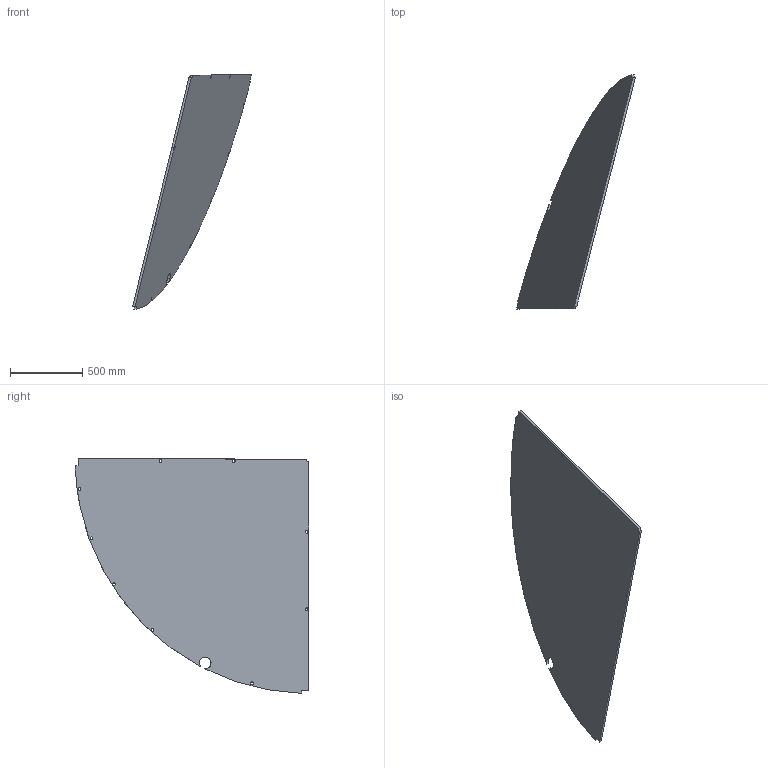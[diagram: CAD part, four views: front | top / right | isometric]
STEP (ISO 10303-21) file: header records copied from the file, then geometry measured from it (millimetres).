
FILE_DESCRIPTION(('CoCreate Modeling STEP Export'),'2;1');
FILE_NAME('s21.stp','2011-05-24T10:47:24',(''),(''),'CoCreate Modeling STEP processor for AP214 (Solid Model)','CoCreate Modeling 18.0P1120 20-Nov-2010 (C) Parametric Technology GmbH','');
FILE_SCHEMA(('AUTOMOTIVE_DESIGN { 1 0 10303 214 1 1 1 1 }'));
Length unit declared in the file: millimetre
Products named in the file (2): 407_BAFFLE_D.PRT
Assembly tree (1 placements, depth 2):
  407_BAFFLE_D.PRT
    407_BAFFLE_D.PRT
Bounding box: 823.65 x 1618.71 x 1626.95 mm (x, y, z)
Volume: 34902432.6 mm3; surface area: 4473585 mm2
Topology: 1 solids, 1 shells, 32 faces, 124 edges, 94 vertices
Faces by surface type: cylinder 24, plane 8
Entity records: 1880 total; most frequent: CARTESIAN_POINT 603, ORIENTED_EDGE 248, DIRECTION 142, EDGE_CURVE 124, VERTEX_POINT 94, B_SPLINE_CURVE_WITH_KNOTS 54, AXIS2_PLACEMENT_3D 50, EDGE_LOOP 50
